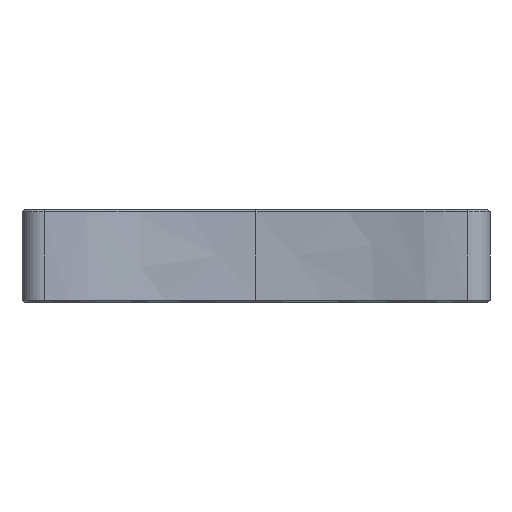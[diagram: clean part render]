
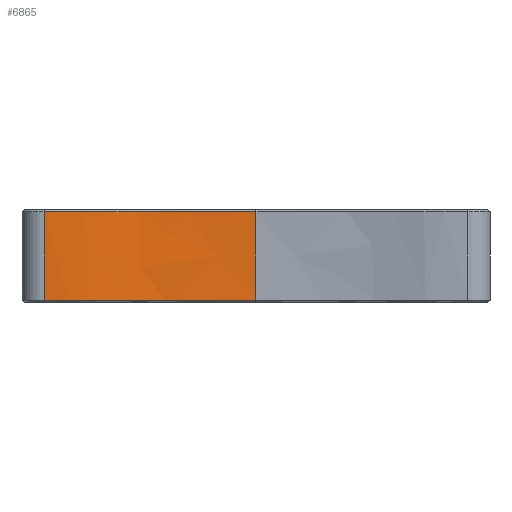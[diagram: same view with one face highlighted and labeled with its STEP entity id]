
A CAD part, left-side view. The second image highlights one B-rep face of the part: STEP entity #6865.
In plain terms, the highlighted free-form (B-spline) face has degree [3, 1] with [4, 2] control points.
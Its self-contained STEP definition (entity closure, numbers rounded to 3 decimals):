
#130=B_SPLINE_SURFACE_WITH_KNOTS('',3,1,((#11390,#11391),(#11392,#11393),
(#11394,#11395),(#11396,#11397)),.UNSPECIFIED.,.F.,.F.,.F.,(4,4),(2,2),
(-2.,-1.),(0.,3.15),.UNSPECIFIED.);
#485=FACE_OUTER_BOUND('',#882,.T.);
#882=EDGE_LOOP('',(#5305,#5306,#5307,#5308));
#1149=B_SPLINE_CURVE_WITH_KNOTS('',3,(#10040,#10041,#10042,#10043,#10044,
#10045),.UNSPECIFIED.,.F.,.F.,(4,1,1,4),(-2.,-1.571,-1.286,
-1.),.UNSPECIFIED.);
#1168=B_SPLINE_CURVE_WITH_KNOTS('',3,(#10477,#10478,#10479,#10480,#10481,
#10482),.UNSPECIFIED.,.F.,.F.,(4,1,1,4),(1.,1.429,1.714,
2.),.UNSPECIFIED.);
#1452=LINE('',#11398,#2130);
#1453=LINE('',#11399,#2131);
#2130=VECTOR('',#8646,10.);
#2131=VECTOR('',#8647,10.);
#2861=VERTEX_POINT('',#9992);
#2863=VERTEX_POINT('',#10031);
#2905=VERTEX_POINT('',#10436);
#2907=VERTEX_POINT('',#10475);
#3517=EDGE_CURVE('',#2861,#2863,#1149,.T.);
#3580=EDGE_CURVE('',#2907,#2905,#1168,.T.);
#3949=EDGE_CURVE('',#2905,#2861,#1452,.T.);
#3950=EDGE_CURVE('',#2863,#2907,#1453,.T.);
#5305=ORIENTED_EDGE('',*,*,#3517,.F.);
#5306=ORIENTED_EDGE('',*,*,#3949,.F.);
#5307=ORIENTED_EDGE('',*,*,#3580,.F.);
#5308=ORIENTED_EDGE('',*,*,#3950,.F.);
#6865=ADVANCED_FACE('',(#485),#130,.T.);
#8646=DIRECTION('',(0.,0.,-1.));
#8647=DIRECTION('',(0.,0.,1.));
#9992=CARTESIAN_POINT('',(-48.184,-0.078,-13.5));
#10031=CARTESIAN_POINT('',(-53.184,47.931,-13.5));
#10040=CARTESIAN_POINT('Ctrl Pts',(-48.184,-0.078,
-13.5));
#10041=CARTESIAN_POINT('Ctrl Pts',(-48.184,15.481,-13.5));
#10042=CARTESIAN_POINT('Ctrl Pts',(-49.715,28.237,-13.5));
#10043=CARTESIAN_POINT('Ctrl Pts',(-52.368,36.235,-13.5));
#10044=CARTESIAN_POINT('Ctrl Pts',(-53.184,42.662,-13.5));
#10045=CARTESIAN_POINT('Ctrl Pts',(-53.184,47.931,-13.5));
#10436=CARTESIAN_POINT('',(-48.184,-0.078,6.5));
#10475=CARTESIAN_POINT('',(-53.184,47.931,6.5));
#10477=CARTESIAN_POINT('Ctrl Pts',(-53.184,47.931,6.5));
#10478=CARTESIAN_POINT('Ctrl Pts',(-53.184,40.028,6.5));
#10479=CARTESIAN_POINT('Ctrl Pts',(-51.654,34.563,6.5));
#10480=CARTESIAN_POINT('Ctrl Pts',(-49.001,24.013,6.5));
#10481=CARTESIAN_POINT('Ctrl Pts',(-48.184,10.295,6.5));
#10482=CARTESIAN_POINT('Ctrl Pts',(-48.184,-0.078,
6.5));
#11390=CARTESIAN_POINT('Ctrl Pts',(-48.184,-0.078,
7.));
#11391=CARTESIAN_POINT('Ctrl Pts',(-48.184,-0.078,
-24.5));
#11392=CARTESIAN_POINT('Ctrl Pts',(-48.184,36.227,7.));
#11393=CARTESIAN_POINT('Ctrl Pts',(-48.184,36.227,-24.5));
#11394=CARTESIAN_POINT('Ctrl Pts',(-53.184,29.489,7.));
#11395=CARTESIAN_POINT('Ctrl Pts',(-53.184,29.489,-24.5));
#11396=CARTESIAN_POINT('Ctrl Pts',(-53.184,47.931,7.));
#11397=CARTESIAN_POINT('Ctrl Pts',(-53.184,47.931,-24.5));
#11398=CARTESIAN_POINT('',(-48.184,-0.078,7.));
#11399=CARTESIAN_POINT('',(-53.184,47.931,0.));
